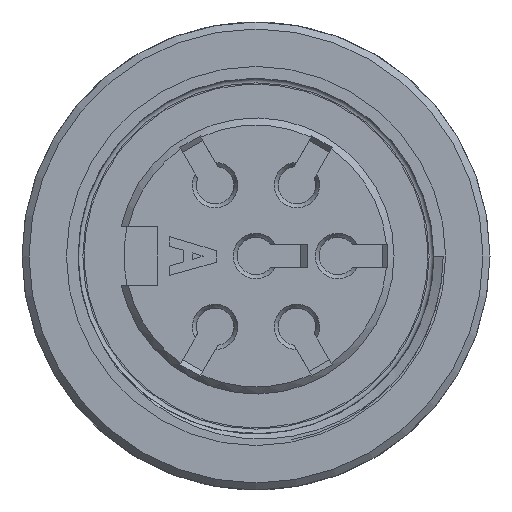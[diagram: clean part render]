
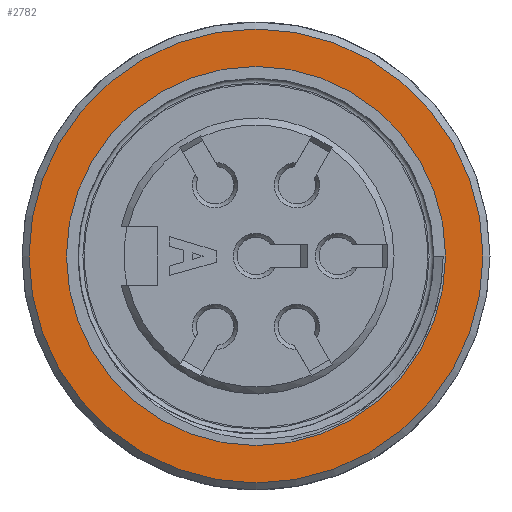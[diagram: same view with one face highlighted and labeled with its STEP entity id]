
A CAD part, front view. The second image highlights one B-rep face of the part: STEP entity #2782.
In plain terms, the highlighted planar face has unit normal (0, -1, 0).
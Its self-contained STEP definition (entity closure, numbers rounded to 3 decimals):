
#1744=FACE_BOUND('',#4194,.T.);
#1745=FACE_BOUND('',#4195,.T.);
#2181=PLANE('',#14089);
#2782=ADVANCED_FACE('',(#1744,#1745),#2181,.F.);
#4194=EDGE_LOOP('',(#10107));
#4195=EDGE_LOOP('',(#10108));
#10107=ORIENTED_EDGE('',*,*,#13187,.F.);
#10108=ORIENTED_EDGE('',*,*,#13188,.T.);
#11457=VERTEX_POINT('',#37889);
#11458=VERTEX_POINT('',#37892);
#13187=EDGE_CURVE('',#11457,#11457,#13470,.T.);
#13188=EDGE_CURVE('',#11458,#11458,#13471,.T.);
#13470=CIRCLE('',#14086,8.1);
#13471=CIRCLE('',#14088,9.7);
#14086=AXIS2_PLACEMENT_3D('',#37888,#16365,#16366);
#14088=AXIS2_PLACEMENT_3D('',#37891,#16369,#16370);
#14089=AXIS2_PLACEMENT_3D('',#37893,#16371,#16372);
#16365=DIRECTION('',(0.,-1.,0.));
#16366=DIRECTION('',(1.,0.,0.));
#16369=DIRECTION('',(0.,-1.,0.));
#16370=DIRECTION('',(1.,0.,0.));
#16371=DIRECTION('',(0.,1.,0.));
#16372=DIRECTION('',(-1.,0.,0.));
#37888=CARTESIAN_POINT('',(0.596,-24.756,0.));
#37889=CARTESIAN_POINT('',(8.696,-24.756,0.));
#37891=CARTESIAN_POINT('',(0.596,-24.756,0.));
#37892=CARTESIAN_POINT('',(10.296,-24.756,0.));
#37893=CARTESIAN_POINT('',(10.296,-24.756,0.));
